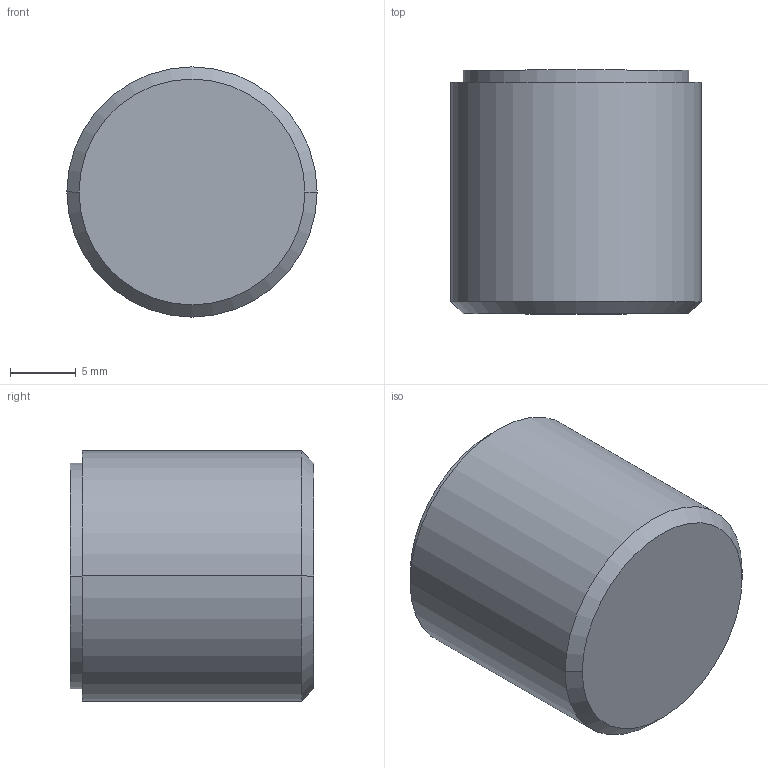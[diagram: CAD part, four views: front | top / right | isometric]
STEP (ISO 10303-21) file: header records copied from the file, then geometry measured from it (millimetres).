
FILE_DESCRIPTION( ( '' ), '1' );
FILE_NAME( 'K0104.08.stp', '2012-10-30T11:21:23', ( '' ), ( '' ), ' ', ' ', ' ' );
FILE_SCHEMA( ( 'CONFIG_CONTROL_DESIGN' ) );
Length unit declared in the file: millimetre
Products named in the file (1): 1
Bounding box: 19 x 18.5 x 19 mm (x, y, z)
Volume: 4694.1 mm3; surface area: 1900.5 mm2
Topology: 1 solids, 1 shells, 15 faces, 30 edges, 17 vertices
Faces by surface type: cylinder 6, cone 6, plane 3
Entity records: 422 total; most frequent: DIRECTION 76, CARTESIAN_POINT 61, ORIENTED_EDGE 56, AXIS2_PLACEMENT_3D 32, EDGE_CURVE 28, EDGE_LOOP 17, VERTEX_POINT 17, CIRCLE 16
